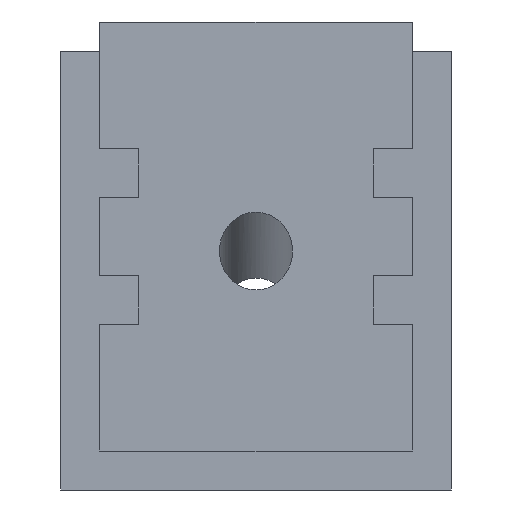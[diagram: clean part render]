
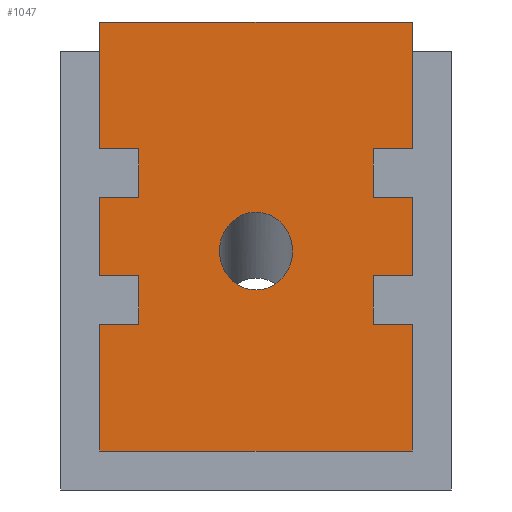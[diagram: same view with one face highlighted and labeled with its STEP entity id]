
A CAD part, front view. The second image highlights one B-rep face of the part: STEP entity #1047.
In plain terms, the highlighted planar face has unit normal (0, -1, 0).
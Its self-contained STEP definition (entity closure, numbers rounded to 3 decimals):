
#18=FACE_BOUND('',#116,.T.);
#24=ELLIPSE('',#1122,0.399,0.375);
#59=FACE_OUTER_BOUND('',#115,.T.);
#115=EDGE_LOOP('',(#816,#817,#818,#819,#820,#821,#822,#823,#824,#825,#826,
#827,#828,#829,#830,#831,#832,#833,#834,#835));
#116=EDGE_LOOP('',(#836));
#191=LINE('',#1509,#331);
#195=LINE('',#1517,#335);
#200=LINE('',#1528,#340);
#204=LINE('',#1535,#344);
#208=LINE('',#1544,#348);
#212=LINE('',#1551,#352);
#215=LINE('',#1559,#355);
#219=LINE('',#1566,#359);
#232=LINE('',#1589,#372);
#234=LINE('',#1593,#374);
#236=LINE('',#1597,#376);
#238=LINE('',#1600,#378);
#239=LINE('',#1603,#379);
#240=LINE('',#1604,#380);
#241=LINE('',#1606,#381);
#242=LINE('',#1607,#382);
#243=LINE('',#1609,#383);
#244=LINE('',#1610,#384);
#245=LINE('',#1612,#385);
#246=LINE('',#1613,#386);
#331=VECTOR('',#1231,10.);
#335=VECTOR('',#1237,10.);
#340=VECTOR('',#1244,10.);
#344=VECTOR('',#1250,10.);
#348=VECTOR('',#1256,10.);
#352=VECTOR('',#1262,10.);
#355=VECTOR('',#1267,10.);
#359=VECTOR('',#1273,10.);
#372=VECTOR('',#1290,10.);
#374=VECTOR('',#1294,10.);
#376=VECTOR('',#1298,10.);
#378=VECTOR('',#1302,10.);
#379=VECTOR('',#1305,10.);
#380=VECTOR('',#1306,10.);
#381=VECTOR('',#1307,10.);
#382=VECTOR('',#1308,10.);
#383=VECTOR('',#1309,10.);
#384=VECTOR('',#1310,10.);
#385=VECTOR('',#1311,10.);
#386=VECTOR('',#1312,10.);
#464=VERTEX_POINT('',#1506);
#465=VERTEX_POINT('',#1508);
#467=VERTEX_POINT('',#1514);
#468=VERTEX_POINT('',#1516);
#472=VERTEX_POINT('',#1525);
#473=VERTEX_POINT('',#1527);
#475=VERTEX_POINT('',#1533);
#478=VERTEX_POINT('',#1541);
#479=VERTEX_POINT('',#1543);
#481=VERTEX_POINT('',#1549);
#484=VERTEX_POINT('',#1556);
#485=VERTEX_POINT('',#1558);
#487=VERTEX_POINT('',#1564);
#495=VERTEX_POINT('',#1587);
#496=VERTEX_POINT('',#1591);
#497=VERTEX_POINT('',#1595);
#498=VERTEX_POINT('',#1602);
#499=VERTEX_POINT('',#1605);
#500=VERTEX_POINT('',#1608);
#501=VERTEX_POINT('',#1611);
#502=VERTEX_POINT('',#1614);
#572=EDGE_CURVE('',#465,#464,#191,.T.);
#576=EDGE_CURVE('',#468,#467,#195,.T.);
#581=EDGE_CURVE('',#473,#472,#200,.T.);
#585=EDGE_CURVE('',#464,#475,#204,.T.);
#589=EDGE_CURVE('',#479,#478,#208,.T.);
#593=EDGE_CURVE('',#475,#481,#212,.T.);
#596=EDGE_CURVE('',#485,#484,#215,.T.);
#600=EDGE_CURVE('',#472,#487,#219,.T.);
#613=EDGE_CURVE('',#467,#495,#232,.T.);
#615=EDGE_CURVE('',#481,#496,#234,.T.);
#617=EDGE_CURVE('',#484,#497,#236,.T.);
#619=EDGE_CURVE('',#478,#468,#238,.T.);
#620=EDGE_CURVE('',#495,#498,#239,.T.);
#621=EDGE_CURVE('',#498,#473,#240,.T.);
#622=EDGE_CURVE('',#487,#499,#241,.T.);
#623=EDGE_CURVE('',#499,#465,#242,.T.);
#624=EDGE_CURVE('',#496,#500,#243,.T.);
#625=EDGE_CURVE('',#500,#485,#244,.T.);
#626=EDGE_CURVE('',#497,#501,#245,.T.);
#627=EDGE_CURVE('',#501,#479,#246,.T.);
#628=EDGE_CURVE('',#502,#502,#24,.T.);
#816=ORIENTED_EDGE('',*,*,#619,.T.);
#817=ORIENTED_EDGE('',*,*,#576,.T.);
#818=ORIENTED_EDGE('',*,*,#613,.T.);
#819=ORIENTED_EDGE('',*,*,#620,.T.);
#820=ORIENTED_EDGE('',*,*,#621,.T.);
#821=ORIENTED_EDGE('',*,*,#581,.T.);
#822=ORIENTED_EDGE('',*,*,#600,.T.);
#823=ORIENTED_EDGE('',*,*,#622,.T.);
#824=ORIENTED_EDGE('',*,*,#623,.T.);
#825=ORIENTED_EDGE('',*,*,#572,.T.);
#826=ORIENTED_EDGE('',*,*,#585,.T.);
#827=ORIENTED_EDGE('',*,*,#593,.T.);
#828=ORIENTED_EDGE('',*,*,#615,.T.);
#829=ORIENTED_EDGE('',*,*,#624,.T.);
#830=ORIENTED_EDGE('',*,*,#625,.T.);
#831=ORIENTED_EDGE('',*,*,#596,.T.);
#832=ORIENTED_EDGE('',*,*,#617,.T.);
#833=ORIENTED_EDGE('',*,*,#626,.T.);
#834=ORIENTED_EDGE('',*,*,#627,.T.);
#835=ORIENTED_EDGE('',*,*,#589,.T.);
#836=ORIENTED_EDGE('',*,*,#628,.T.);
#993=PLANE('',#1121);
#1047=ADVANCED_FACE('',(#59,#18),#993,.T.);
#1121=AXIS2_PLACEMENT_3D('',#1601,#1303,#1304);
#1122=AXIS2_PLACEMENT_3D('',#1615,#1313,#1314);
#1231=DIRECTION('',(0.,0.,-1.));
#1237=DIRECTION('',(0.,0.,-1.));
#1244=DIRECTION('',(0.,0.,-1.));
#1250=DIRECTION('',(1.,0.,0.));
#1256=DIRECTION('',(0.,0.,1.));
#1262=DIRECTION('',(0.,0.,1.));
#1267=DIRECTION('',(0.,0.,1.));
#1273=DIRECTION('',(1.,0.,0.));
#1290=DIRECTION('',(1.,0.,0.));
#1294=DIRECTION('',(-1.,0.,0.));
#1298=DIRECTION('',(-1.,0.,0.));
#1302=DIRECTION('',(-1.,0.,0.));
#1303=DIRECTION('center_axis',(0.,-1.,0.));
#1304=DIRECTION('ref_axis',(0.,0.,-1.));
#1305=DIRECTION('',(0.,0.,-1.));
#1306=DIRECTION('',(-1.,0.,0.));
#1307=DIRECTION('',(0.,0.,-1.));
#1308=DIRECTION('',(-1.,0.,0.));
#1309=DIRECTION('',(0.,0.,1.));
#1310=DIRECTION('',(1.,0.,0.));
#1311=DIRECTION('',(0.,0.,1.));
#1312=DIRECTION('',(1.,0.,0.));
#1313=DIRECTION('center_axis',(0.,1.,0.));
#1314=DIRECTION('ref_axis',(0.,0.,-1.));
#1506=CARTESIAN_POINT('',(0.05,-2.,-0.3));
#1508=CARTESIAN_POINT('',(0.05,-2.,1.));
#1509=CARTESIAN_POINT('',(0.05,-2.,4.25));
#1514=CARTESIAN_POINT('',(0.05,-2.,2.8));
#1516=CARTESIAN_POINT('',(0.05,-2.,4.1));
#1517=CARTESIAN_POINT('',(0.05,-2.,4.25));
#1525=CARTESIAN_POINT('',(0.05,-2.,1.5));
#1527=CARTESIAN_POINT('',(0.05,-2.,2.3));
#1528=CARTESIAN_POINT('',(0.05,-2.,4.25));
#1533=CARTESIAN_POINT('',(3.25,-2.,-0.3));
#1535=CARTESIAN_POINT('',(3.25,-2.,-0.3));
#1541=CARTESIAN_POINT('',(3.25,-2.,4.1));
#1543=CARTESIAN_POINT('',(3.25,-2.,2.8));
#1544=CARTESIAN_POINT('',(3.25,-2.,4.25));
#1549=CARTESIAN_POINT('',(3.25,-2.,1.));
#1551=CARTESIAN_POINT('',(3.25,-2.,4.25));
#1556=CARTESIAN_POINT('',(3.25,-2.,2.3));
#1558=CARTESIAN_POINT('',(3.25,-2.,1.5));
#1559=CARTESIAN_POINT('',(3.25,-2.,4.25));
#1564=CARTESIAN_POINT('',(0.45,-2.,1.5));
#1566=CARTESIAN_POINT('',(0.85,-2.,1.5));
#1587=CARTESIAN_POINT('',(0.45,-2.,2.8));
#1589=CARTESIAN_POINT('',(0.85,-2.,2.8));
#1591=CARTESIAN_POINT('',(2.85,-2.,1.));
#1593=CARTESIAN_POINT('',(2.45,-2.,1.));
#1595=CARTESIAN_POINT('',(2.85,-2.,2.3));
#1597=CARTESIAN_POINT('',(2.45,-2.,2.3));
#1600=CARTESIAN_POINT('',(2.45,-2.,4.1));
#1601=CARTESIAN_POINT('Origin',(1.65,-2.,1.925));
#1602=CARTESIAN_POINT('',(0.45,-2.,2.3));
#1603=CARTESIAN_POINT('',(0.45,-2.,2.237));
#1604=CARTESIAN_POINT('',(0.85,-2.,2.3));
#1605=CARTESIAN_POINT('',(0.45,-2.,1.));
#1606=CARTESIAN_POINT('',(0.45,-2.,1.588));
#1607=CARTESIAN_POINT('',(0.85,-2.,1.));
#1608=CARTESIAN_POINT('',(2.85,-2.,1.5));
#1609=CARTESIAN_POINT('',(2.85,-2.,1.588));
#1610=CARTESIAN_POINT('',(2.45,-2.,1.5));
#1611=CARTESIAN_POINT('',(2.85,-2.,2.8));
#1612=CARTESIAN_POINT('',(2.85,-2.,2.237));
#1613=CARTESIAN_POINT('',(2.45,-2.,2.8));
#1614=CARTESIAN_POINT('',(1.65,-2.,2.15));
#1615=CARTESIAN_POINT('Origin',(1.65,-2.,1.751));
